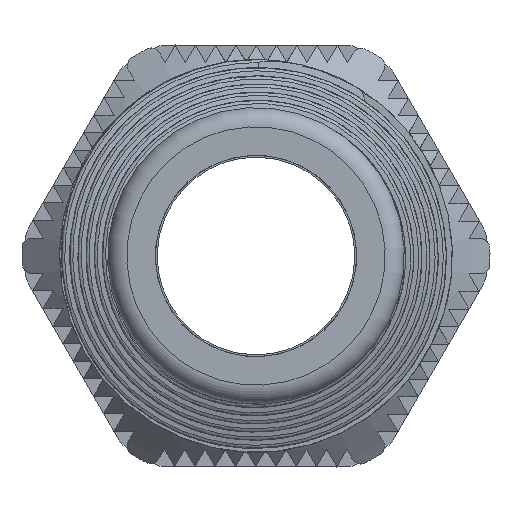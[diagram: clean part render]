
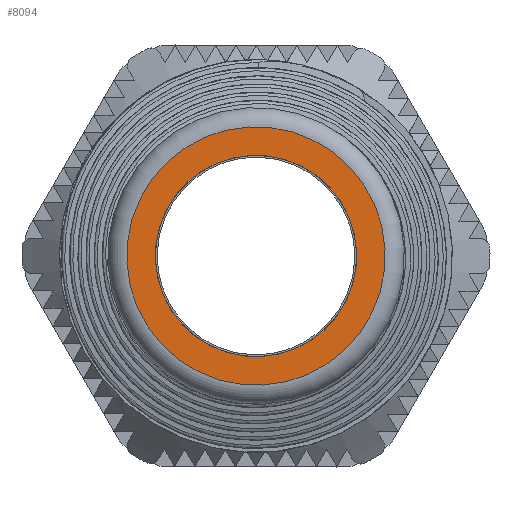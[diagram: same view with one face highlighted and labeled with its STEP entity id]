
A CAD part, left-side view. The second image highlights one B-rep face of the part: STEP entity #8094.
In plain terms, the highlighted face is planar.
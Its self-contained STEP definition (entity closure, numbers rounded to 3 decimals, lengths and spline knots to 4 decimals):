
#233=FACE_BOUND('',#2706,.T.);
#234=FACE_BOUND('',#2707,.T.);
#515=PLANE('',#8886);
#2706=EDGE_LOOP('',(#7528));
#2707=EDGE_LOOP('',(#7529));
#3077=CIRCLE('',#8884,6.74);
#3079=CIRCLE('',#8887,5.25);
#3983=VERTEX_POINT('',#29527);
#3985=VERTEX_POINT('',#29532);
#5170=EDGE_CURVE('',#3983,#3983,#3077,.T.);
#5172=EDGE_CURVE('',#3985,#3985,#3079,.T.);
#7528=ORIENTED_EDGE('',*,*,#5172,.T.);
#7529=ORIENTED_EDGE('',*,*,#5170,.F.);
#8094=ADVANCED_FACE('',(#233,#234),#515,.T.);
#8884=AXIS2_PLACEMENT_3D('',#29528,#10997,#10998);
#8886=AXIS2_PLACEMENT_3D('',#29531,#11001,#11002);
#8887=AXIS2_PLACEMENT_3D('',#29533,#11003,#11004);
#10997=DIRECTION('center_axis',(-1.,0.,0.));
#10998=DIRECTION('ref_axis',(0.,0.,
-1.));
#11001=DIRECTION('center_axis',(1.,0.,0.));
#11002=DIRECTION('ref_axis',(0.,0.,-1.));
#11003=DIRECTION('center_axis',(-1.,0.,0.));
#11004=DIRECTION('ref_axis',(0.,0.,1.));
#29527=CARTESIAN_POINT('',(7.,0.,6.74));
#29528=CARTESIAN_POINT('Origin',(7.,0.,0.));
#29531=CARTESIAN_POINT('Origin',(7.,0.,7.74));
#29532=CARTESIAN_POINT('',(7.,0.,5.25));
#29533=CARTESIAN_POINT('Origin',(7.,0.,0.));
